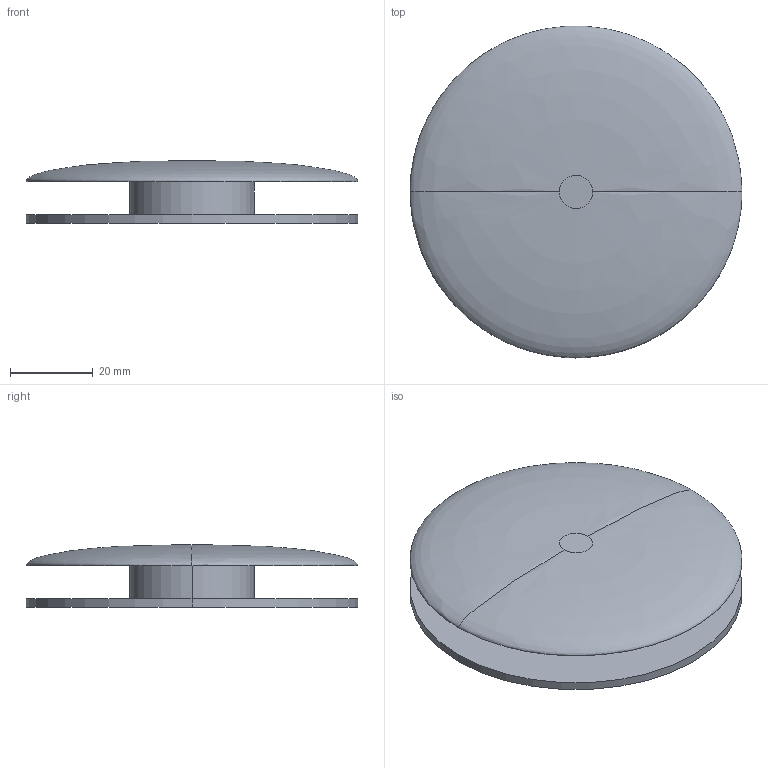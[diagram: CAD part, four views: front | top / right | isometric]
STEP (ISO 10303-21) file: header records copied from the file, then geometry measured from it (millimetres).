
FILE_DESCRIPTION (( 'STEP AP203' ), '1' );
FILE_NAME ('pully_Default_sldprt.STEP', '2021-08-01T07:34:56', ( '' ), ( '' ), 'SwSTEP 2.0', 'SolidWorks 2018', '' );
FILE_SCHEMA (( 'CONFIG_CONTROL_DESIGN' ));
Length unit declared in the file: millimetre
Products named in the file (1): pully_Default_sldprt
Bounding box: 80 x 80 x 15 mm (x, y, z)
Volume: 32840.9 mm3; surface area: 20420.8 mm2
Topology: 1 solids, 1 shells, 17 faces, 38 edges, 24 vertices
Faces by surface type: cylinder 10, plane 5, bspline 2
Entity records: 871 total; most frequent: CARTESIAN_POINT 420, ORIENTED_EDGE 76, DIRECTION 76, EDGE_CURVE 38, AXIS2_PLACEMENT_3D 32, VERTEX_POINT 24, EDGE_LOOP 22, ADVANCED_FACE 17
